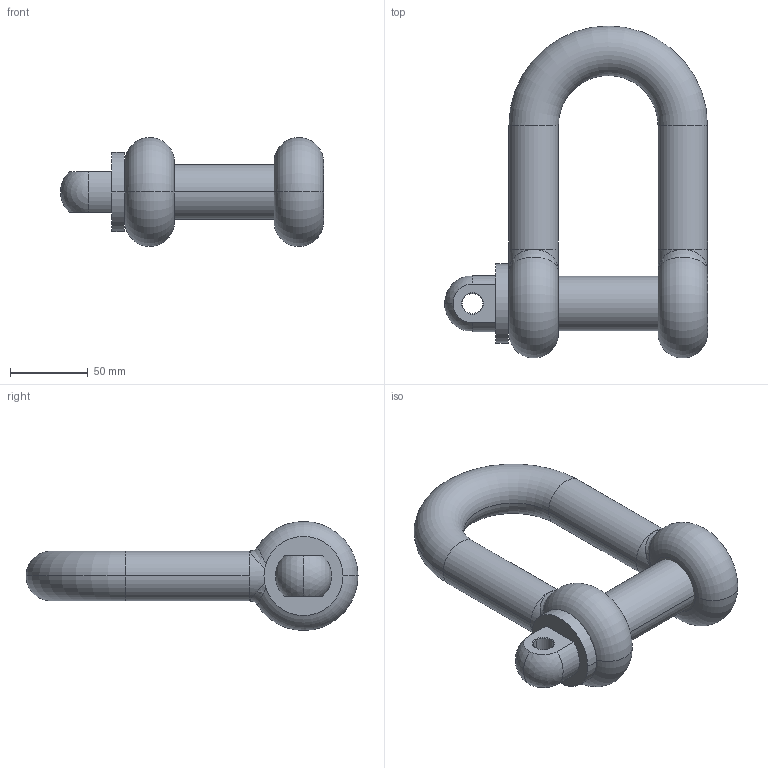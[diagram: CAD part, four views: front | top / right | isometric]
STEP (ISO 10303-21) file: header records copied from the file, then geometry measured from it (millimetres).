
FILE_DESCRIPTION (( 'STEP AP214' ), '1' );
FILE_NAME ('PH15TA.STEP', '2020-05-21T13:18:08', ( '' ), ( '' ), 'SwSTEP 2.0', 'SolidWorks 2019', '' );
FILE_SCHEMA (( 'AUTOMOTIVE_DESIGN' ));
Length unit declared in the file: millimetre
Products named in the file (3): PHTABOD_PH15TABOD; PHTAPIN_PH15TAPIN; PH15TA
Assembly tree (2 placements, depth 2):
  PH15TA
    PHTABOD_PH15TABOD
    PHTAPIN_PH15TAPIN
Bounding box: 169 x 213.3 x 69.99 mm (x, y, z)
Volume: 554585 mm3; surface area: 79254.8 mm2
Topology: 2 solids, 2 shells, 48 faces, 116 edges, 64 vertices
Faces by surface type: cylinder 21, plane 9, torus 6, cone 6, bspline 4, sphere 2
Entity records: 2663 total; most frequent: CARTESIAN_POINT 1457, DIRECTION 253, ORIENTED_EDGE 210, AXIS2_PLACEMENT_3D 111, EDGE_CURVE 105, VERTEX_POINT 63, CIRCLE 62, EDGE_LOOP 56
